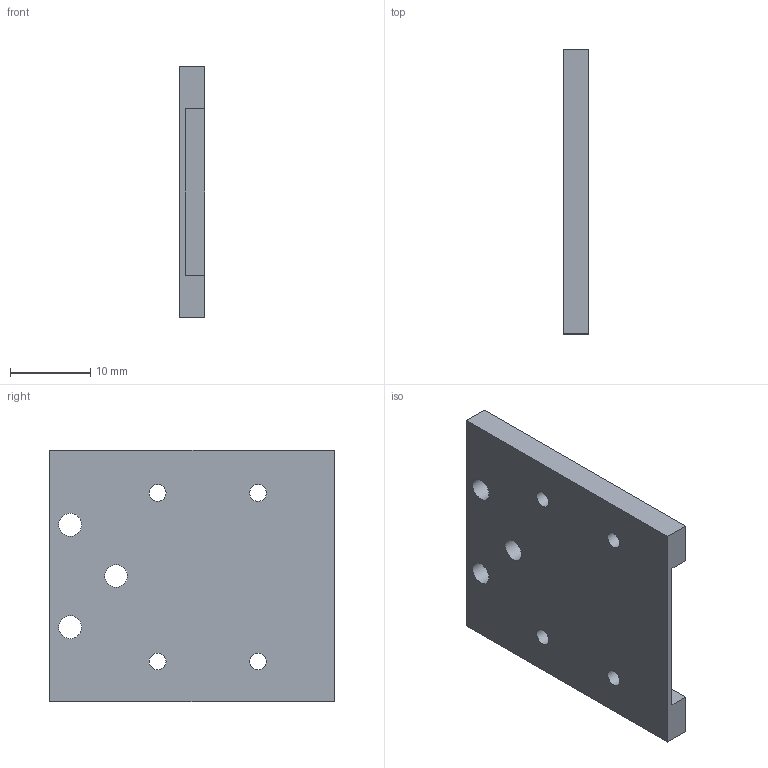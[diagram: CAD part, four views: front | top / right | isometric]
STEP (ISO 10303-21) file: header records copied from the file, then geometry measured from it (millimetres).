
FILE_DESCRIPTION(/* description */ (''),/* implementation_level */ '2;1');
FILE_NAME(/* name */ 'Pi cCam Mount.stp',/* time_stamp */ '2017-03-13T18:25:47-04:00',/* author */ ('qupec'),/* organization */ (''),/* preprocessor_version */ 'ST-DEVELOPER v16.5',/* originating_system */ 'Autodesk Inventor 2017',/* authorisation */ '');
FILE_SCHEMA (('AUTOMOTIVE_DESIGN { 1 0 10303 214 3 1 1 }'));
Length unit declared in the file: inch
Products named in the file (1): Pi cCam Mount
Bounding box: 3.17 x 35.43 x 31.35 mm (x, y, z)
Volume: 2880.6 mm3; surface area: 2851.2 mm2
Topology: 1 solids, 1 shells, 22 faces, 57 edges, 38 vertices
Faces by surface type: plane 15, cylinder 7
Full cylindrical faces by diameter (mm): 2.1 x4, 2.845 x3
Entity records: 700 total; most frequent: CARTESIAN_POINT 111, DIRECTION 110, ORIENTED_EDGE 100, EDGE_CURVE 50, EDGE_LOOP 44, VERTEX_POINT 38, AXIS2_PLACEMENT_3D 37, LINE 36
